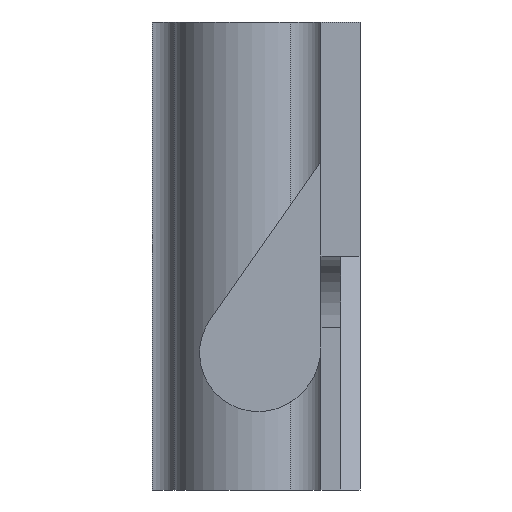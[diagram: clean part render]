
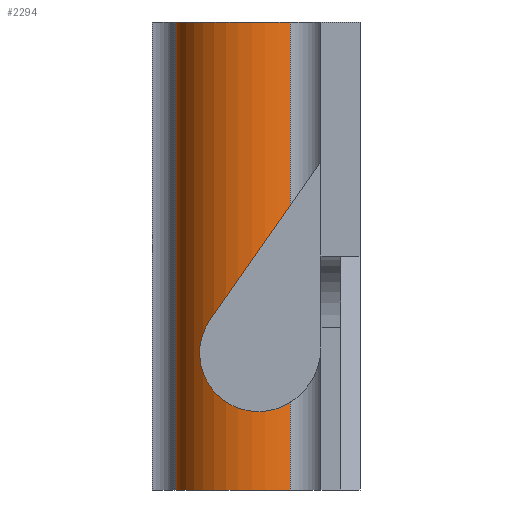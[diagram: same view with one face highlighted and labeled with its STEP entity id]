
A CAD part, front view. The second image highlights one B-rep face of the part: STEP entity #2294.
In plain terms, the highlighted cylindrical face has radius 12.5 mm (diameter 25 mm), a partial arc.
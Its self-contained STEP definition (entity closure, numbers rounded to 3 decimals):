
#317 = PLANE('',#318);
#318 = AXIS2_PLACEMENT_3D('',#319,#320,#321);
#319 = CARTESIAN_POINT('',(0.,0.,72.));
#320 = DIRECTION('',(0.,0.,1.));
#321 = DIRECTION('',(1.,0.,0.));
#827 = PLANE('',#828);
#828 = AXIS2_PLACEMENT_3D('',#829,#830,#831);
#829 = CARTESIAN_POINT('',(0.,0.,0.));
#830 = DIRECTION('',(0.,0.,1.));
#831 = DIRECTION('',(1.,0.,0.));
#1165 = VERTEX_POINT('',#1166);
#1166 = CARTESIAN_POINT('',(-28.488,-11.558,72.));
#1181 = CYLINDRICAL_SURFACE('',#1182,3.905);
#1182 = AXIS2_PLACEMENT_3D('',#1183,#1184,#1185);
#1183 = CARTESIAN_POINT('',(-32.379,-11.887,0.));
#1184 = DIRECTION('',(-0.,-0.,-1.));
#1185 = DIRECTION('',(1.,0.,0.));
#1193 = EDGE_CURVE('',#1165,#1194,#1196,.T.);
#1194 = VERTEX_POINT('',#1195);
#1195 = CARTESIAN_POINT('',(-10.712,-22.326,72.));
#1196 = SURFACE_CURVE('',#1197,(#1202,#1209),.PCURVE_S1.);
#1197 = CIRCLE('',#1198,12.5);
#1198 = AXIS2_PLACEMENT_3D('',#1199,#1200,#1201);
#1199 = CARTESIAN_POINT('',(-16.,-11.,72.));
#1200 = DIRECTION('',(0.,0.,1.));
#1201 = DIRECTION('',(1.,0.,0.));
#1202 = PCURVE('',#317,#1203);
#1203 = DEFINITIONAL_REPRESENTATION('',(#1204),#1208);
#1204 = CIRCLE('',#1205,12.5);
#1205 = AXIS2_PLACEMENT_2D('',#1206,#1207);
#1206 = CARTESIAN_POINT('',(-16.,-11.));
#1207 = DIRECTION('',(1.,0.));
#1208 = ( GEOMETRIC_REPRESENTATION_CONTEXT(2) 
PARAMETRIC_REPRESENTATION_CONTEXT() REPRESENTATION_CONTEXT('2D SPACE',''
  ) );
#1209 = PCURVE('',#1210,#1215);
#1210 = CYLINDRICAL_SURFACE('',#1211,12.5);
#1211 = AXIS2_PLACEMENT_3D('',#1212,#1213,#1214);
#1212 = CARTESIAN_POINT('',(-16.,-11.,0.));
#1213 = DIRECTION('',(-0.,-0.,-1.));
#1214 = DIRECTION('',(1.,0.,0.));
#1215 = DEFINITIONAL_REPRESENTATION('',(#1216),#1220);
#1216 = LINE('',#1217,#1218);
#1217 = CARTESIAN_POINT('',(-0.,-72.));
#1218 = VECTOR('',#1219,1.);
#1219 = DIRECTION('',(-1.,0.));
#1220 = ( GEOMETRIC_REPRESENTATION_CONTEXT(2) 
PARAMETRIC_REPRESENTATION_CONTEXT() REPRESENTATION_CONTEXT('2D SPACE',''
  ) );
#1239 = CYLINDRICAL_SURFACE('',#1240,3.905);
#1240 = AXIS2_PLACEMENT_3D('',#1241,#1242,#1243);
#1241 = CARTESIAN_POINT('',(-9.36,-25.99,0.));
#1242 = DIRECTION('',(-0.,-0.,-1.));
#1243 = DIRECTION('',(1.,0.,0.));
#1840 = VERTEX_POINT('',#1841);
#1841 = CARTESIAN_POINT('',(-28.488,-11.558,0.));
#1863 = EDGE_CURVE('',#1840,#1864,#1866,.T.);
#1864 = VERTEX_POINT('',#1865);
#1865 = CARTESIAN_POINT('',(-10.712,-22.326,0.));
#1866 = SURFACE_CURVE('',#1867,(#1872,#1879),.PCURVE_S1.);
#1867 = CIRCLE('',#1868,12.5);
#1868 = AXIS2_PLACEMENT_3D('',#1869,#1870,#1871);
#1869 = CARTESIAN_POINT('',(-16.,-11.,0.));
#1870 = DIRECTION('',(0.,0.,1.));
#1871 = DIRECTION('',(1.,0.,0.));
#1872 = PCURVE('',#827,#1873);
#1873 = DEFINITIONAL_REPRESENTATION('',(#1874),#1878);
#1874 = CIRCLE('',#1875,12.5);
#1875 = AXIS2_PLACEMENT_2D('',#1876,#1877);
#1876 = CARTESIAN_POINT('',(-16.,-11.));
#1877 = DIRECTION('',(1.,0.));
#1878 = ( GEOMETRIC_REPRESENTATION_CONTEXT(2) 
PARAMETRIC_REPRESENTATION_CONTEXT() REPRESENTATION_CONTEXT('2D SPACE',''
  ) );
#1879 = PCURVE('',#1210,#1880);
#1880 = DEFINITIONAL_REPRESENTATION('',(#1881),#1885);
#1881 = LINE('',#1882,#1883);
#1882 = CARTESIAN_POINT('',(-0.,0.));
#1883 = VECTOR('',#1884,1.);
#1884 = DIRECTION('',(-1.,0.));
#1885 = ( GEOMETRIC_REPRESENTATION_CONTEXT(2) 
PARAMETRIC_REPRESENTATION_CONTEXT() REPRESENTATION_CONTEXT('2D SPACE',''
  ) );
#2271 = EDGE_CURVE('',#1840,#1165,#2272,.T.);
#2272 = SURFACE_CURVE('',#2273,(#2277,#2284),.PCURVE_S1.);
#2273 = LINE('',#2274,#2275);
#2274 = CARTESIAN_POINT('',(-28.488,-11.558,0.));
#2275 = VECTOR('',#2276,1.);
#2276 = DIRECTION('',(0.,0.,1.));
#2277 = PCURVE('',#1181,#2278);
#2278 = DEFINITIONAL_REPRESENTATION('',(#2279),#2283);
#2279 = LINE('',#2280,#2281);
#2280 = CARTESIAN_POINT('',(-0.084,0.));
#2281 = VECTOR('',#2282,1.);
#2282 = DIRECTION('',(-0.,-1.));
#2283 = ( GEOMETRIC_REPRESENTATION_CONTEXT(2) 
PARAMETRIC_REPRESENTATION_CONTEXT() REPRESENTATION_CONTEXT('2D SPACE',''
  ) );
#2284 = PCURVE('',#1210,#2285);
#2285 = DEFINITIONAL_REPRESENTATION('',(#2286),#2290);
#2286 = LINE('',#2287,#2288);
#2287 = CARTESIAN_POINT('',(-3.186,0.));
#2288 = VECTOR('',#2289,1.);
#2289 = DIRECTION('',(-0.,-1.));
#2290 = ( GEOMETRIC_REPRESENTATION_CONTEXT(2) 
PARAMETRIC_REPRESENTATION_CONTEXT() REPRESENTATION_CONTEXT('2D SPACE',''
  ) );
#2294 = ADVANCED_FACE('',(#2295),#1210,.T.);
#2295 = FACE_BOUND('',#2296,.F.);
#2296 = EDGE_LOOP('',(#2297,#2298,#2299,#2320));
#2297 = ORIENTED_EDGE('',*,*,#2271,.T.);
#2298 = ORIENTED_EDGE('',*,*,#1193,.T.);
#2299 = ORIENTED_EDGE('',*,*,#2300,.F.);
#2300 = EDGE_CURVE('',#1864,#1194,#2301,.T.);
#2301 = SURFACE_CURVE('',#2302,(#2306,#2313),.PCURVE_S1.);
#2302 = LINE('',#2303,#2304);
#2303 = CARTESIAN_POINT('',(-10.712,-22.326,0.));
#2304 = VECTOR('',#2305,1.);
#2305 = DIRECTION('',(0.,0.,1.));
#2306 = PCURVE('',#1210,#2307);
#2307 = DEFINITIONAL_REPRESENTATION('',(#2308),#2312);
#2308 = LINE('',#2309,#2310);
#2309 = CARTESIAN_POINT('',(-5.149,0.));
#2310 = VECTOR('',#2311,1.);
#2311 = DIRECTION('',(-0.,-1.));
#2312 = ( GEOMETRIC_REPRESENTATION_CONTEXT(2) 
PARAMETRIC_REPRESENTATION_CONTEXT() REPRESENTATION_CONTEXT('2D SPACE',''
  ) );
#2313 = PCURVE('',#1239,#2314);
#2314 = DEFINITIONAL_REPRESENTATION('',(#2315),#2319);
#2315 = LINE('',#2316,#2317);
#2316 = CARTESIAN_POINT('',(-1.924,0.));
#2317 = VECTOR('',#2318,1.);
#2318 = DIRECTION('',(-0.,-1.));
#2319 = ( GEOMETRIC_REPRESENTATION_CONTEXT(2) 
PARAMETRIC_REPRESENTATION_CONTEXT() REPRESENTATION_CONTEXT('2D SPACE',''
  ) );
#2320 = ORIENTED_EDGE('',*,*,#1863,.F.);
